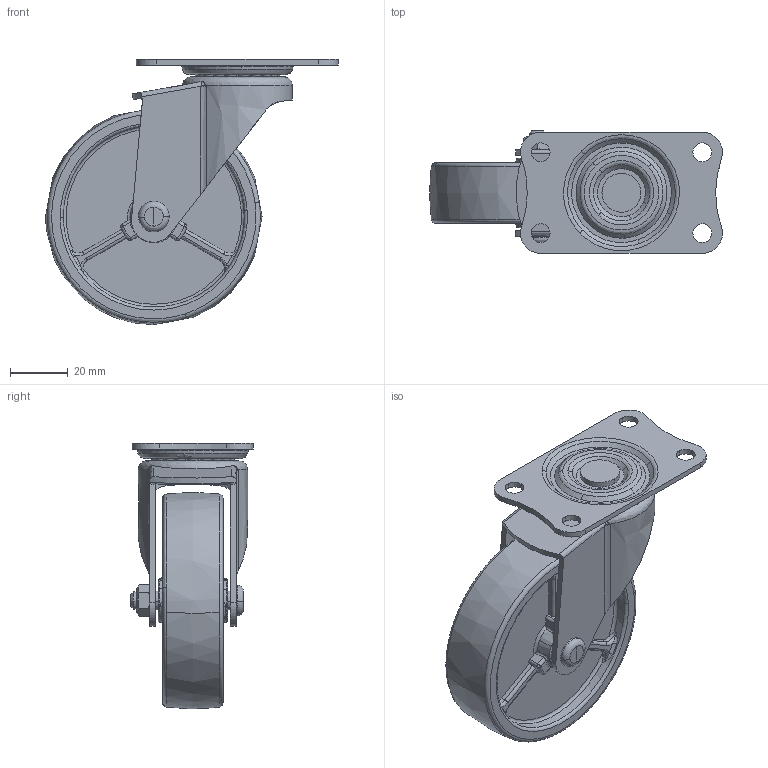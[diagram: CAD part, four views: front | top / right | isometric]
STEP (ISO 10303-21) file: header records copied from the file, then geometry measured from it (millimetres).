
FILE_DESCRIPTION((''),'2;1');
FILE_NAME('','2005-12-15T17:10:59',(''),(''),'','CADfix','');
FILE_SCHEMA(('AUTOMOTIVE_DESIGN'));
Length unit declared in the file: millimetre
Products named in the file (6): body; wheel; mounting plate; main shaft; axle; No_420_E_N75_4_29119_36
Assembly tree (5 placements, depth 2):
  No_420_E_N75_4_29119_36
    body
    wheel
    mounting plate
    main shaft
    axle
Bounding box: 101.5 x 42.6 x 91.99 mm (x, y, z)
Volume: 87555.5 mm3; surface area: 36787.2 mm2
Topology: 5 solids, 5 shells, 416 faces, 1243 edges, 867 vertices
Faces by surface type: bspline 416
Entity records: 39067 total; most frequent: CARTESIAN_POINT 32184, ORIENTED_EDGE 2476, EDGE_CURVE 1238, VERTEX_POINT 867, EDGE_LOOP 539, FACE_OUTER_BOUND 415, ADVANCED_FACE 415, QUASI_UNIFORM_CURVE 294
